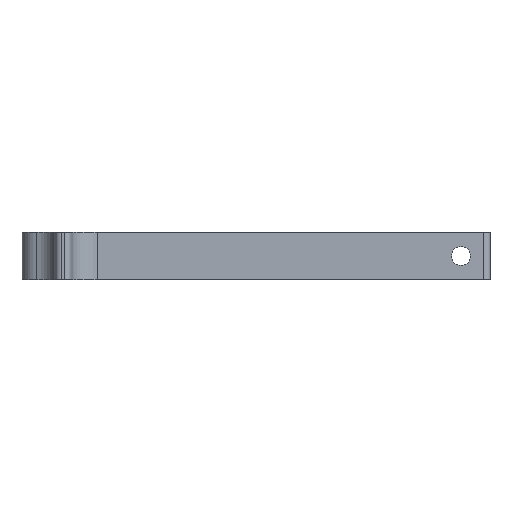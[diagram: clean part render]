
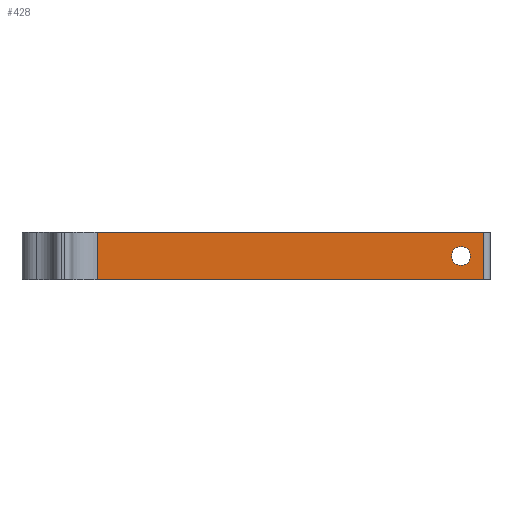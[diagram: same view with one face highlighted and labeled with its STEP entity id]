
A CAD part, front view. The second image highlights one B-rep face of the part: STEP entity #428.
In plain terms, the highlighted planar face has unit normal (0, -1, 0).
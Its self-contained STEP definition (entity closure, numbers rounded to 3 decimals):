
#21=FACE_BOUND('',#74,.T.);
#30=PLANE('',#486);
#48=FACE_OUTER_BOUND('',#73,.T.);
#73=EDGE_LOOP('',(#345,#346,#347,#348));
#74=EDGE_LOOP('',(#349));
#91=LINE('',#661,#125);
#96=LINE('',#673,#130);
#111=LINE('',#729,#145);
#113=LINE('',#734,#147);
#125=VECTOR('',#526,10.);
#130=VECTOR('',#537,10.);
#145=VECTOR('',#592,10.);
#147=VECTOR('',#598,10.);
#158=CIRCLE('',#456,1.8);
#184=VERTEX_POINT('',#647);
#188=VERTEX_POINT('',#658);
#189=VERTEX_POINT('',#660);
#193=VERTEX_POINT('',#672);
#214=VERTEX_POINT('',#728);
#225=EDGE_CURVE('',#184,#184,#158,.T.);
#230=EDGE_CURVE('',#188,#189,#91,.T.);
#236=EDGE_CURVE('',#193,#189,#96,.T.);
#264=EDGE_CURVE('',#193,#214,#111,.T.);
#267=EDGE_CURVE('',#214,#188,#113,.T.);
#345=ORIENTED_EDGE('',*,*,#230,.F.);
#346=ORIENTED_EDGE('',*,*,#267,.F.);
#347=ORIENTED_EDGE('',*,*,#264,.F.);
#348=ORIENTED_EDGE('',*,*,#236,.T.);
#349=ORIENTED_EDGE('',*,*,#225,.T.);
#428=ADVANCED_FACE('',(#48,#21),#30,.T.);
#456=AXIS2_PLACEMENT_3D('',#649,#513,#514);
#486=AXIS2_PLACEMENT_3D('',#733,#596,#597);
#513=DIRECTION('center_axis',(0.,1.,0.));
#514=DIRECTION('ref_axis',(-1.,0.,0.));
#526=DIRECTION('',(0.,0.,-1.));
#537=DIRECTION('',(1.,0.,0.));
#592=DIRECTION('',(0.,0.,1.));
#596=DIRECTION('center_axis',(0.,-1.,0.));
#597=DIRECTION('ref_axis',(1.,0.,0.));
#598=DIRECTION('',(1.,0.,0.));
#647=CARTESIAN_POINT('',(75.4,68.1,4.5));
#649=CARTESIAN_POINT('Origin',(73.6,68.1,4.5));
#658=CARTESIAN_POINT('',(77.9,68.1,9.));
#660=CARTESIAN_POINT('',(77.9,68.1,0.));
#661=CARTESIAN_POINT('',(77.9,68.1,0.));
#672=CARTESIAN_POINT('',(4.6,68.1,0.));
#673=CARTESIAN_POINT('',(68.1,68.1,0.));
#728=CARTESIAN_POINT('',(4.6,68.1,9.));
#729=CARTESIAN_POINT('',(4.6,68.1,0.));
#733=CARTESIAN_POINT('Origin',(-0.4,68.1,0.));
#734=CARTESIAN_POINT('',(68.1,68.1,9.));
